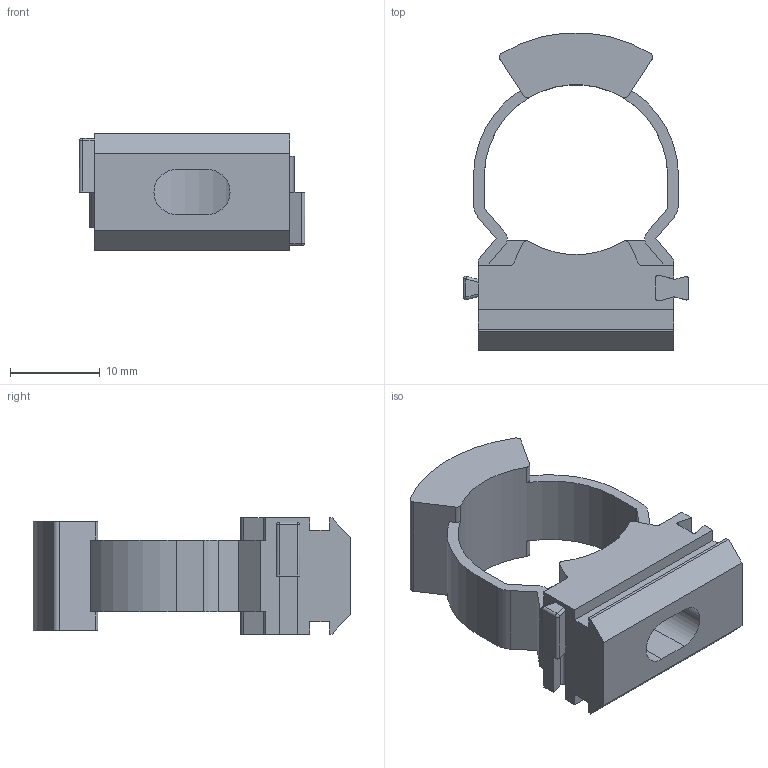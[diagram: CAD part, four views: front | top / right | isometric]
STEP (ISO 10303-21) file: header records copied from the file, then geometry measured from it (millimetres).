
FILE_DESCRIPTION (( 'STEP AP214' ), '1' );
FILE_NAME ('CTA10D-CFC20-K41 - Õîìóòíûé äåðæàòåëü CFC20.STEP', '2016-05-17T10:53:32', ( '' ), ( '' ), 'SwSTEP 2.0', 'SolidWorks 2014', '' );
FILE_SCHEMA (( 'AUTOMOTIVE_DESIGN' ));
Length unit declared in the file: millimetre
Products named in the file (1): CTA10D-CFC20-K41 - Õîìóòíûé äåðæàòåëü CFC20
Bounding box: 25.2 x 35.47 x 13 mm (x, y, z)
Volume: 3616.6 mm3; surface area: 3060.4 mm2
Topology: 1 solids, 1 shells, 124 faces, 368 edges, 240 vertices
Faces by surface type: plane 77, cylinder 43, sphere 4
Entity records: 4152 total; most frequent: CARTESIAN_POINT 765, ORIENTED_EDGE 720, DIRECTION 698, EDGE_CURVE 360, LINE 260, VECTOR 260, VERTEX_POINT 236, AXIS2_PLACEMENT_3D 219
